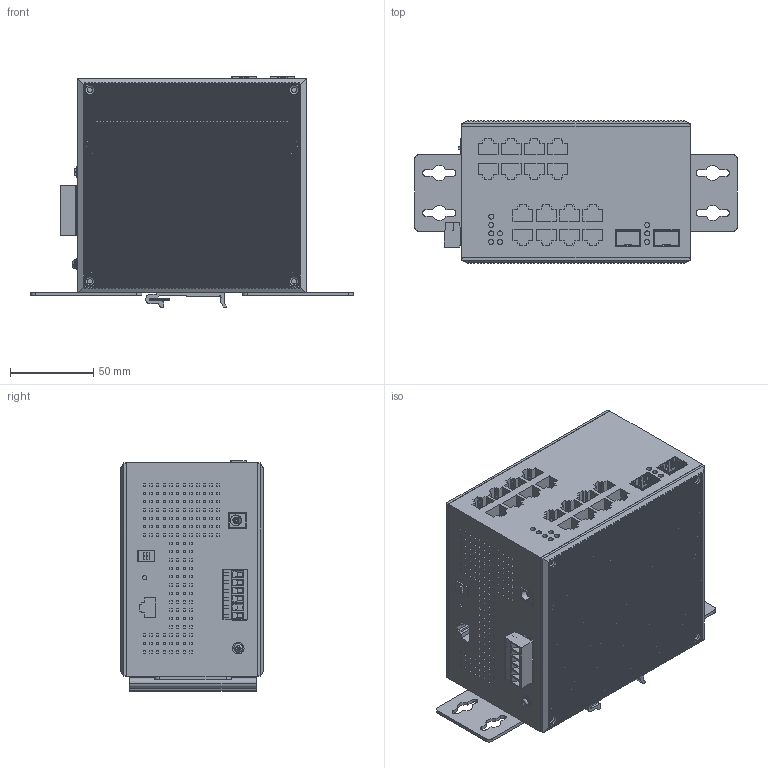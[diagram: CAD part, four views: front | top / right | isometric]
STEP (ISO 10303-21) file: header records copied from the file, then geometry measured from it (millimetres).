
FILE_DESCRIPTION((''),'2;1');
FILE_NAME('TL-SG5218__ASM','2022-10-11T',('wenjing'),(''),'PRO/ENGINEER BY PARAMETRIC TECHNOLOGY CORPORATION, 2013230','PRO/ENGINEER BY PARAMETRIC TECHNOLOGY CORPORATION, 2013230','');
FILE_SCHEMA(('CONFIG_CONTROL_DESIGN'));
Products named in the file (21): DCJ2-DR-14_3X9X10_9_2_1_1_1; SFP-C-H8_95_2_1_1_1; ZHUBAN0406_ASM_ASM_2_ASM_1_ASM__ASM; 2704500015_1_1_1_1; BOMAKAIGUAN_1X2_2_2_1_1_1; ZIBAN04062_ASM_3_ASM_1_ASM_1_AS_ASM; GUAQIANGJIAN_2_1_1_1; ZUHELUODING_M3X6_2_1_1_1; FAMALE_JIEXIAN_DUANZITAI_1X6_2_; M3X4JIZHILUODING_2_1_1_1; PRT0453_3_1_1_1; TL-5226_ASM_3_ASM_1_ASM_1_ASM_1_ASM; GAIBAN01_13_1_1; TL-SG52181_0000_ASM_1_ASM_1_ASM_ASM; TL-SG52181_0000_ASM_ASM_1_ASM_1_ASM; XINGCAI482_6_1; TANGHUANG12_3_1; 6030501868_ASM_8_ASM_1_ASM; 6030501868_ASM_ASM_1_ASM; TL-SG52181_0000_ASM_ASM_1_ASM; TL-SG5218__ASM
Assembly tree (34 placements, depth 7):
  TL-SG5218__ASM
    TL-SG52181_0000_ASM_ASM_1_ASM
      TL-SG52181_0000_ASM_ASM_1_ASM_1_ASM
        TL-SG52181_0000_ASM_1_ASM_1_ASM_ASM
          TL-5226_ASM_3_ASM_1_ASM_1_ASM_1_ASM
            ZHUBAN0406_ASM_ASM_2_ASM_1_ASM__ASM
              DCJ2-DR-14_3X9X10_9_2_1_1_1
              SFP-C-H8_95_2_1_1_1  x2
            ZIBAN04062_ASM_3_ASM_1_ASM_1_AS_ASM
              2704500015_1_1_1_1
              BOMAKAIGUAN_1X2_2_2_1_1_1
            GUAQIANGJIAN_2_1_1_1  x2
            ZUHELUODING_M3X6_2_1_1_1
            FAMALE_JIEXIAN_DUANZITAI_1X6_2_
            M3X4JIZHILUODING_2_1_1_1  x11
            PRT0453_3_1_1_1
          GAIBAN01_13_1_1  x2
      6030501868_ASM_ASM_1_ASM
        6030501868_ASM_8_ASM_1_ASM
          XINGCAI482_6_1
          TANGHUANG12_3_1  x2
Bounding box: 193.6 x 85.67 x 138.2 mm (x, y, z)
Volume: 1460397.9 mm3; surface area: 227987.8 mm2
Topology: 26 solids, 28 shells, 5072 faces, 13424 edges, 8806 vertices
Faces by surface type: plane 3740, cylinder 1162, cone 72, extrusion 36, torus 34, sphere 14, bspline 14
Entity records: 113787 total; most frequent: CARTESIAN_POINT 22304, ORIENTED_EDGE 19188, DIRECTION 17752, EDGE_CURVE 9594, VECTOR 7952, LINE 7934, VERTEX_POINT 6320, AXIS2_PLACEMENT_3D 4900
